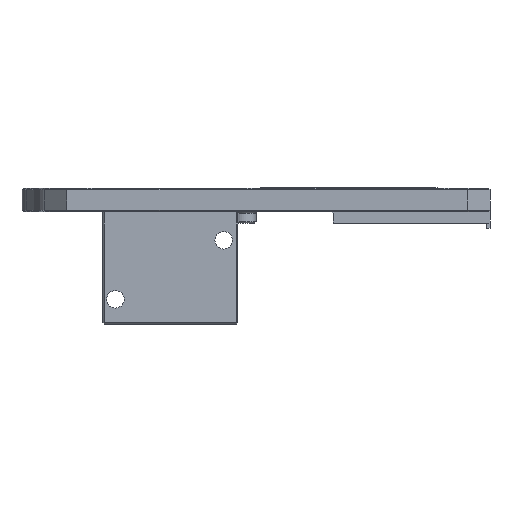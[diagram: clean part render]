
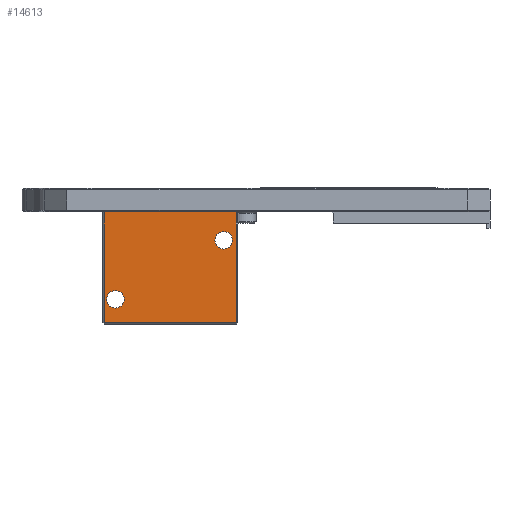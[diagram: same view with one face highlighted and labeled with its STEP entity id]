
A CAD part, left-side view. The second image highlights one B-rep face of the part: STEP entity #14613.
In plain terms, the highlighted planar face has unit normal (-1, 0, 0).
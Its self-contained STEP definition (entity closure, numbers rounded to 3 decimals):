
#74=CIRCLE('',#15098,2.35);
#82=CIRCLE('',#15147,2.35);
#500=FACE_BOUND('',#2861,.T.);
#501=FACE_BOUND('',#2862,.T.);
#2011=FACE_OUTER_BOUND('',#2860,.T.);
#2860=EDGE_LOOP('',(#11752,#11753,#11754,#11755));
#2861=EDGE_LOOP('',(#11756));
#2862=EDGE_LOOP('',(#11757));
#3746=LINE('',#25367,#4949);
#3751=LINE('',#25379,#4954);
#3754=LINE('',#25383,#4957);
#3820=LINE('',#25530,#5023);
#4949=VECTOR('',#16427,10.);
#4954=VECTOR('',#16436,10.);
#4957=VECTOR('',#16441,10.);
#5023=VECTOR('',#16595,10.);
#6461=VERTEX_POINT('',#25340);
#6466=VERTEX_POINT('',#25356);
#6469=VERTEX_POINT('',#25363);
#6473=VERTEX_POINT('',#25372);
#6475=VERTEX_POINT('',#25377);
#6512=VERTEX_POINT('',#25524);
#8244=EDGE_CURVE('',#6461,#6461,#74,.T.);
#8256=EDGE_CURVE('',#6466,#6469,#3746,.T.);
#8261=EDGE_CURVE('',#6475,#6473,#3751,.T.);
#8264=EDGE_CURVE('',#6473,#6466,#3754,.T.);
#8336=EDGE_CURVE('',#6512,#6512,#82,.T.);
#8338=EDGE_CURVE('',#6469,#6475,#3820,.T.);
#11752=ORIENTED_EDGE('',*,*,#8261,.F.);
#11753=ORIENTED_EDGE('',*,*,#8338,.F.);
#11754=ORIENTED_EDGE('',*,*,#8256,.F.);
#11755=ORIENTED_EDGE('',*,*,#8264,.F.);
#11756=ORIENTED_EDGE('',*,*,#8244,.T.);
#11757=ORIENTED_EDGE('',*,*,#8336,.T.);
#13895=PLANE('',#15149);
#14613=ADVANCED_FACE('',(#2011,#500,#501),#13895,.T.);
#15098=AXIS2_PLACEMENT_3D('',#25342,#16406,#16407);
#15147=AXIS2_PLACEMENT_3D('',#25526,#16588,#16589);
#15149=AXIS2_PLACEMENT_3D('',#25529,#16593,#16594);
#16406=DIRECTION('center_axis',(1.,0.,0.));
#16407=DIRECTION('ref_axis',(0.,1.,0.));
#16427=DIRECTION('',(0.,0.,1.));
#16436=DIRECTION('',(0.,0.,-1.));
#16441=DIRECTION('',(0.,1.,0.));
#16588=DIRECTION('center_axis',(1.,0.,0.));
#16589=DIRECTION('ref_axis',(0.,1.,0.));
#16593=DIRECTION('center_axis',(-1.,0.,0.));
#16594=DIRECTION('ref_axis',(0.,1.,0.));
#16595=DIRECTION('',(0.,-1.,0.));
#25340=CARTESIAN_POINT('',(-41.7,7.65,-4.8));
#25342=CARTESIAN_POINT('Origin',(-41.7,10.,-4.8));
#25356=CARTESIAN_POINT('',(-41.7,13.008,-11.));
#25363=CARTESIAN_POINT('',(-41.7,13.008,18.6));
#25367=CARTESIAN_POINT('',(-41.7,13.008,18.6));
#25372=CARTESIAN_POINT('',(-41.7,-22.392,-11.));
#25377=CARTESIAN_POINT('',(-41.7,-22.392,18.6));
#25379=CARTESIAN_POINT('',(-41.7,-22.392,18.6));
#25383=CARTESIAN_POINT('',(-41.7,-13.742,-11.));
#25524=CARTESIAN_POINT('',(-41.7,-21.35,11.));
#25526=CARTESIAN_POINT('Origin',(-41.7,-19.,11.));
#25529=CARTESIAN_POINT('Origin',(-41.7,-22.792,18.6));
#25530=CARTESIAN_POINT('',(-41.7,-25.219,18.6));
